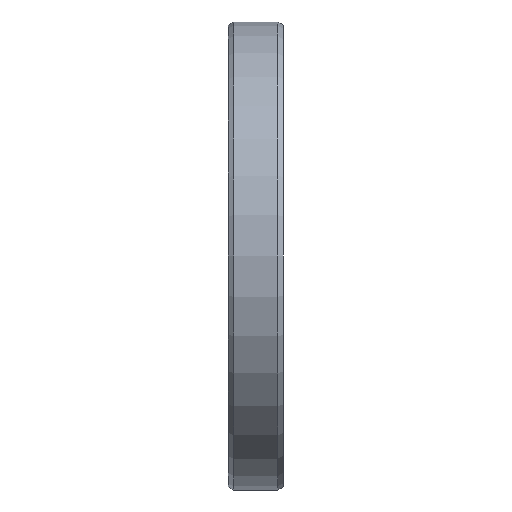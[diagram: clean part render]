
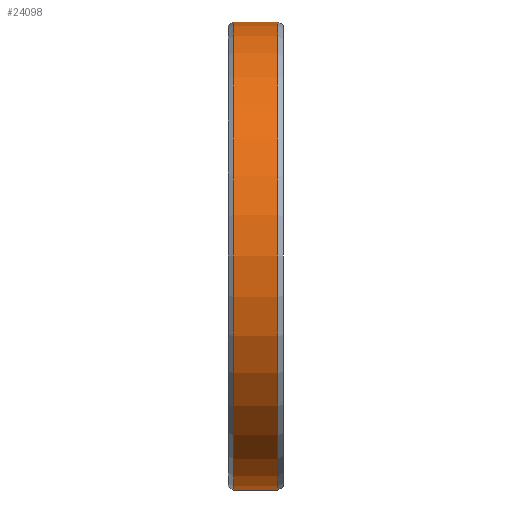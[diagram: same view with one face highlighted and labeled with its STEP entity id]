
A CAD part, left-side view. The second image highlights one B-rep face of the part: STEP entity #24098.
In plain terms, the highlighted cylindrical face has radius 42.5 mm (diameter 85 mm), a partial arc.
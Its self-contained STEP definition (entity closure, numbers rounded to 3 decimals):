
#23408=DIRECTION('',(0.,1.,0.));
#23409=VECTOR('',#23408,8.);
#23410=CARTESIAN_POINT('',(0.,-4.,-42.5));
#23411=LINE('',#23410,#23409);
#23415=DIRECTION('',(0.,1.,0.));
#23416=VECTOR('',#23415,8.);
#23417=CARTESIAN_POINT('',(0.,-4.,42.5));
#23418=LINE('',#23417,#23416);
#23422=CARTESIAN_POINT('',(0.,-4.,0.));
#23423=DIRECTION('',(0.,1.,0.));
#23424=DIRECTION('',(0.,0.,-1.));
#23425=AXIS2_PLACEMENT_3D('',#23422,#23423,#23424);
#23460=CARTESIAN_POINT('',(0.,4.,0.));
#23461=DIRECTION('',(0.,1.,0.));
#23462=DIRECTION('',(0.,0.,-1.));
#23463=AXIS2_PLACEMENT_3D('',#23460,#23461,#23462);
#23493=CARTESIAN_POINT('',(0.,-4.,-42.5));
#23495=VERTEX_POINT('',#23493);
#23496=CARTESIAN_POINT('',(0.,4.,-42.5));
#23497=VERTEX_POINT('',#23496);
#23525=CARTESIAN_POINT('',(0.,-4.,42.5));
#23527=VERTEX_POINT('',#23525);
#23528=CARTESIAN_POINT('',(0.,4.,42.5));
#23529=VERTEX_POINT('',#23528);
#24084=CARTESIAN_POINT('',(0.,44.624,0.));
#24085=DIRECTION('',(0.,-1.,0.));
#24086=DIRECTION('',(0.,0.,1.));
#24087=AXIS2_PLACEMENT_3D('',#24084,#24085,#24086);
#24088=CYLINDRICAL_SURFACE('',#24087,42.5);
#24090=ORIENTED_EDGE('',*,*,#24089,.T.);
#24092=ORIENTED_EDGE('',*,*,#24091,.T.);
#24094=ORIENTED_EDGE('',*,*,#24093,.F.);
#24095=ORIENTED_EDGE('',*,*,#24070,.F.);
#24096=EDGE_LOOP('',(#24090,#24092,#24094,#24095));
#24097=FACE_OUTER_BOUND('',#24096,.F.);
#23426=CIRCLE('',#23425,42.5);
#23464=CIRCLE('',#23463,42.5);
#24070=EDGE_CURVE('',#23495,#23527,#23426,.T.);
#24089=EDGE_CURVE('',#23495,#23497,#23411,.T.);
#24091=EDGE_CURVE('',#23497,#23529,#23464,.T.);
#24093=EDGE_CURVE('',#23527,#23529,#23418,.T.);
#24098=ADVANCED_FACE('',(#24097),#24088,.T.);
